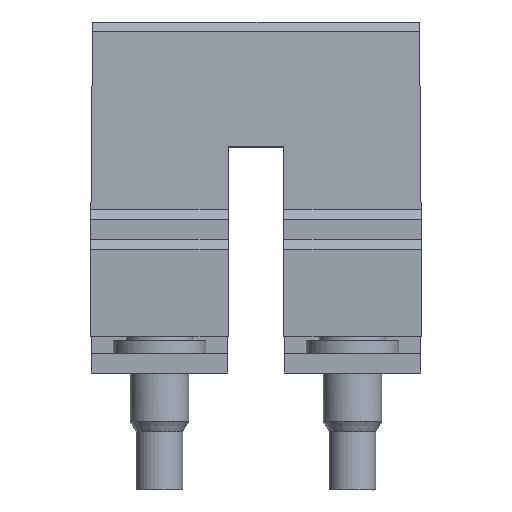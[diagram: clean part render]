
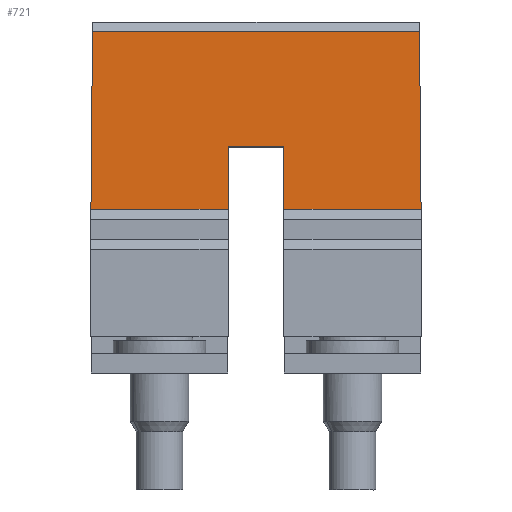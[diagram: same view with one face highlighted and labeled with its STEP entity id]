
A CAD part, front view. The second image highlights one B-rep face of the part: STEP entity #721.
In plain terms, the highlighted planar face has unit normal (0, -1, 0.009).
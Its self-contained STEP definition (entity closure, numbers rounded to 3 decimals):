
#676=AXIS2_PLACEMENT_3D('Plane Axis2P3D',#673,#674,#675) ;
#391=CARTESIAN_POINT('Vertex',(7.03,5.473,17.6)) ;
#394=CARTESIAN_POINT('Line Origine',(7.03,5.459,16.)) ;
#398=CARTESIAN_POINT('Vertex',(7.03,5.445,14.4)) ;
#478=CARTESIAN_POINT('Vertex',(0.,5.445,14.4)) ;
#527=CARTESIAN_POINT('Line Origine',(3.515,5.445,14.4)) ;
#654=CARTESIAN_POINT('Line Origine',(8.465,5.473,17.6)) ;
#658=CARTESIAN_POINT('Vertex',(9.9,5.473,17.6)) ;
#673=CARTESIAN_POINT('Axis2P3D Location',(26.83,5.524,23.5)) ;
#678=CARTESIAN_POINT('Line Origine',(9.9,5.459,16.)) ;
#682=CARTESIAN_POINT('Vertex',(9.9,5.445,14.4)) ;
#685=CARTESIAN_POINT('Line Origine',(13.415,5.445,14.4)) ;
#689=CARTESIAN_POINT('Vertex',(16.93,5.445,14.4)) ;
#692=CARTESIAN_POINT('Line Origine',(16.89,5.485,18.95)) ;
#696=CARTESIAN_POINT('Vertex',(16.851,5.524,23.5)) ;
#699=CARTESIAN_POINT('Line Origine',(8.465,5.524,23.5)) ;
#703=CARTESIAN_POINT('Vertex',(0.079,5.524,23.5)) ;
#706=CARTESIAN_POINT('Line Origine',(0.04,5.485,18.95)) ;
#395=DIRECTION('Vector Direction',(0.,-0.009,-1.)) ;
#528=DIRECTION('Vector Direction',(-1.,0.,0.)) ;
#655=DIRECTION('Vector Direction',(-1.,0.,0.)) ;
#674=DIRECTION('Axis2P3D Direction',(0.,-1.,0.009)) ;
#675=DIRECTION('Axis2P3D XDirection',(0.,-0.009,-1.)) ;
#679=DIRECTION('Vector Direction',(0.,-0.009,-1.)) ;
#686=DIRECTION('Vector Direction',(1.,0.,0.)) ;
#693=DIRECTION('Vector Direction',(-0.009,0.009,1.)) ;
#700=DIRECTION('Vector Direction',(1.,0.,0.)) ;
#707=DIRECTION('Vector Direction',(0.009,0.009,1.)) ;
#396=VECTOR('Line Direction',#395,1.) ;
#529=VECTOR('Line Direction',#528,1.) ;
#656=VECTOR('Line Direction',#655,1.) ;
#680=VECTOR('Line Direction',#679,1.) ;
#687=VECTOR('Line Direction',#686,1.) ;
#694=VECTOR('Line Direction',#693,1.) ;
#701=VECTOR('Line Direction',#700,1.) ;
#708=VECTOR('Line Direction',#707,1.) ;
#712=ORIENTED_EDGE('',*,*,#684,.F.) ;
#713=ORIENTED_EDGE('',*,*,#691,.F.) ;
#714=ORIENTED_EDGE('',*,*,#698,.T.) ;
#715=ORIENTED_EDGE('',*,*,#705,.F.) ;
#716=ORIENTED_EDGE('',*,*,#710,.F.) ;
#717=ORIENTED_EDGE('',*,*,#531,.F.) ;
#718=ORIENTED_EDGE('',*,*,#400,.F.) ;
#719=ORIENTED_EDGE('',*,*,#660,.F.) ;
#721=ADVANCED_FACE('KU_WQV10/2',(#720),#677,.T.) ;
#400=EDGE_CURVE('',#392,#399,#397,.T.) ;
#531=EDGE_CURVE('',#399,#479,#530,.T.) ;
#660=EDGE_CURVE('',#659,#392,#657,.T.) ;
#684=EDGE_CURVE('',#683,#659,#681,.F.) ;
#691=EDGE_CURVE('',#690,#683,#688,.F.) ;
#698=EDGE_CURVE('',#690,#697,#695,.T.) ;
#705=EDGE_CURVE('',#704,#697,#702,.T.) ;
#710=EDGE_CURVE('',#479,#704,#709,.T.) ;
#711=EDGE_LOOP('',(#712,#713,#714,#715,#716,#717,#718,#719)) ;
#720=FACE_OUTER_BOUND('',#711,.T.) ;
#397=LINE('Line',#394,#396) ;
#530=LINE('Line',#527,#529) ;
#657=LINE('Line',#654,#656) ;
#681=LINE('Line',#678,#680) ;
#688=LINE('Line',#685,#687) ;
#695=LINE('Line',#692,#694) ;
#702=LINE('Line',#699,#701) ;
#709=LINE('Line',#706,#708) ;
#677=PLANE('',#676) ;
#392=VERTEX_POINT('',#391) ;
#399=VERTEX_POINT('',#398) ;
#479=VERTEX_POINT('',#478) ;
#659=VERTEX_POINT('',#658) ;
#683=VERTEX_POINT('',#682) ;
#690=VERTEX_POINT('',#689) ;
#697=VERTEX_POINT('',#696) ;
#704=VERTEX_POINT('',#703) ;
